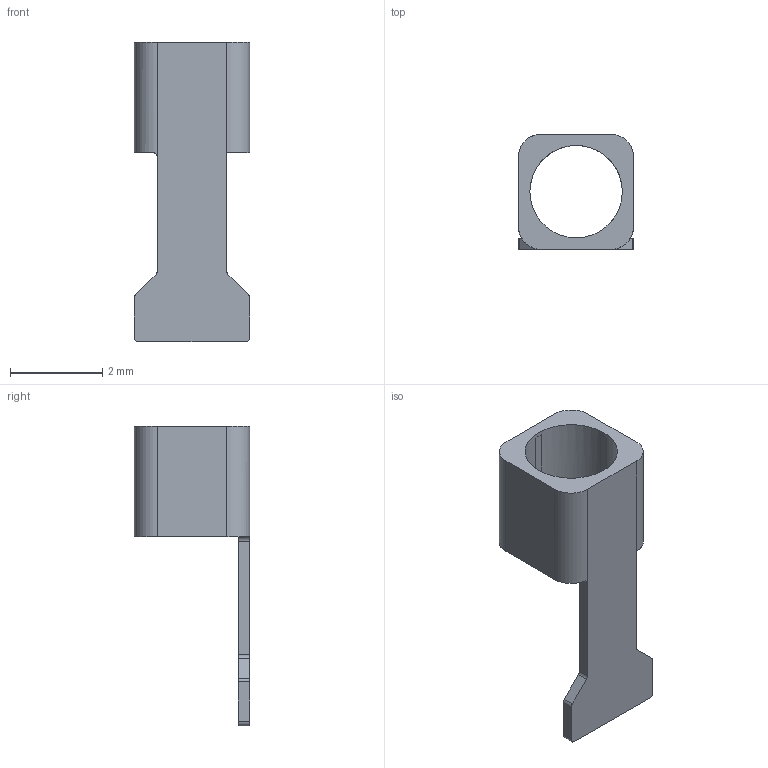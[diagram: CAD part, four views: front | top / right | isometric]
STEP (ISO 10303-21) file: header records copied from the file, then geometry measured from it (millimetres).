
FILE_DESCRIPTION (( 'STEP AP214' ), '1' );
FILE_NAME ('AVX-70-9296-001-016-006.STEP', '2019-02-13T15:54:39', ( '' ), ( '' ), 'SwSTEP 2.0', 'SolidWorks 2019', '' );
FILE_SCHEMA (( 'AUTOMOTIVE_DESIGN' ));
Length unit declared in the file: millimetre
Products named in the file (2): AVX-70-9296-001-016-006_70-9296-001-025-016-STP-BM; AVX-70-9296-001-016-006
Assembly tree (1 placements, depth 2):
  AVX-70-9296-001-016-006
    AVX-70-9296-001-016-006_70-9296-001-025-016-STP-BM
Bounding box: 2.5 x 2.5 x 6.5 mm (x, y, z)
Surface area: 60 mm2 (no closed solid volume)
Topology: 0 solids, 1 shells, 30 faces, 98 edges, 69 vertices
Faces by surface type: plane 17, cylinder 13
Entity records: 1182 total; most frequent: CARTESIAN_POINT 279, DIRECTION 182, ORIENTED_EDGE 168, EDGE_CURVE 96, VERTEX_POINT 68, VECTOR 62, LINE 62, AXIS2_PLACEMENT_3D 60
